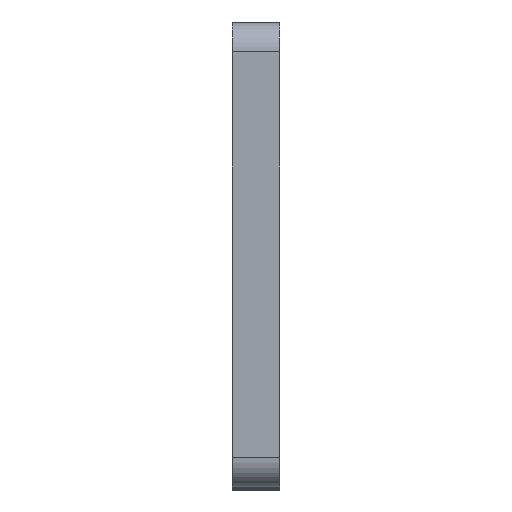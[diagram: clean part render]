
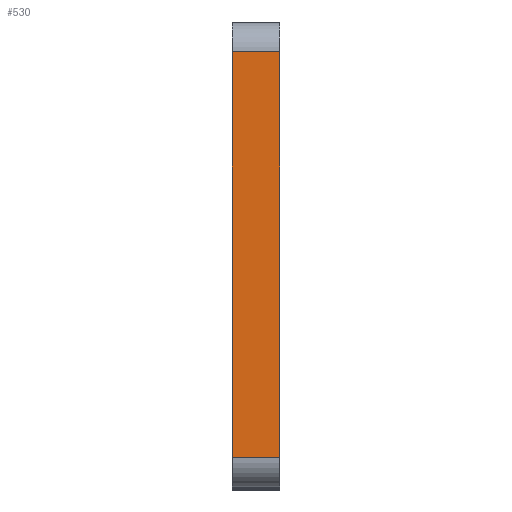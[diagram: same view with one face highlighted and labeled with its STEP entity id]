
A CAD part, top view. The second image highlights one B-rep face of the part: STEP entity #530.
In plain terms, the highlighted planar face has unit normal (0, 0, 1).
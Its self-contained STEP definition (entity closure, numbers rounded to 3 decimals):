
#41=PLANE('',#604);
#67=FACE_OUTER_BOUND('',#103,.T.);
#103=EDGE_LOOP('',(#458,#459,#460,#461));
#124=LINE('',#801,#162);
#132=LINE('',#847,#170);
#136=LINE('',#856,#174);
#152=LINE('',#910,#190);
#162=VECTOR('',#641,10.);
#170=VECTOR('',#685,10.);
#174=VECTOR('',#695,10.);
#190=VECTOR('',#761,10.);
#237=VERTEX_POINT('',#798);
#238=VERTEX_POINT('',#800);
#258=VERTEX_POINT('',#845);
#259=VERTEX_POINT('',#852);
#289=EDGE_CURVE('',#237,#238,#124,.T.);
#312=EDGE_CURVE('',#258,#237,#132,.T.);
#317=EDGE_CURVE('',#238,#259,#136,.T.);
#344=EDGE_CURVE('',#259,#258,#152,.T.);
#458=ORIENTED_EDGE('',*,*,#312,.F.);
#459=ORIENTED_EDGE('',*,*,#344,.F.);
#460=ORIENTED_EDGE('',*,*,#317,.F.);
#461=ORIENTED_EDGE('',*,*,#289,.F.);
#530=ADVANCED_FACE('',(#67),#41,.T.);
#604=AXIS2_PLACEMENT_3D('',#909,#759,#760);
#641=DIRECTION('',(0.,-1.,0.));
#685=DIRECTION('',(1.,0.,0.));
#695=DIRECTION('',(-1.,0.,0.));
#759=DIRECTION('center_axis',(0.,0.,
1.));
#760=DIRECTION('ref_axis',(0.,1.,0.));
#761=DIRECTION('',(0.,1.,0.));
#798=CARTESIAN_POINT('',(77.025,222.702,83.981));
#800=CARTESIAN_POINT('',(77.025,195.449,83.981));
#801=CARTESIAN_POINT('',(77.025,224.702,83.981));
#845=CARTESIAN_POINT('',(73.85,222.702,83.981));
#847=CARTESIAN_POINT('',(77.025,222.702,83.981));
#852=CARTESIAN_POINT('',(73.85,195.449,83.981));
#856=CARTESIAN_POINT('',(77.025,195.449,83.981));
#909=CARTESIAN_POINT('Origin',(77.025,193.449,83.981));
#910=CARTESIAN_POINT('',(73.85,224.702,83.981));
